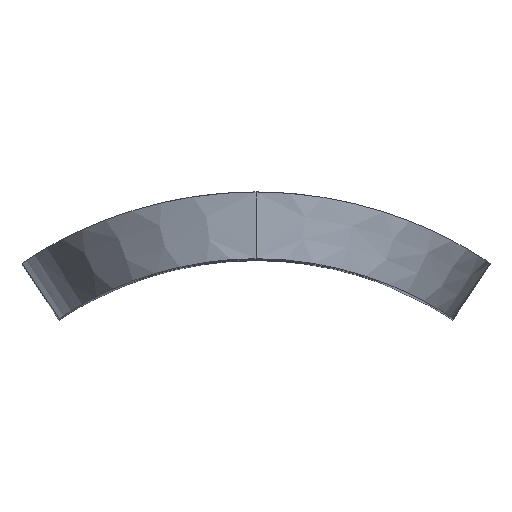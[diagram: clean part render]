
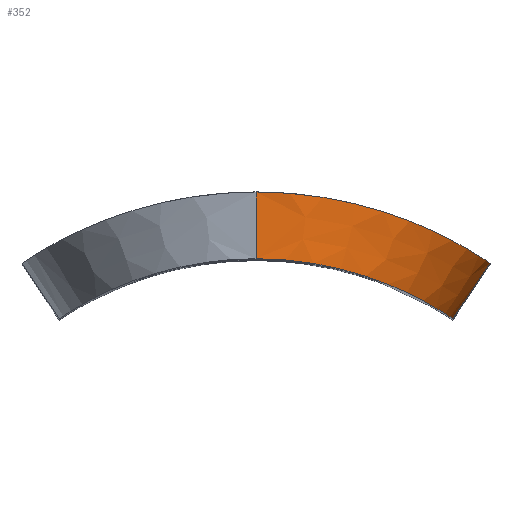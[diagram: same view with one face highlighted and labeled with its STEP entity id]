
A CAD part, top view. The second image highlights one B-rep face of the part: STEP entity #352.
In plain terms, the highlighted free-form (B-spline) face has degree [3, 3] with [4, 7] control points.
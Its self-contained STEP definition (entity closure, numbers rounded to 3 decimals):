
#34=B_SPLINE_SURFACE_WITH_KNOTS('',3,3,((#938,#939,#940,#941,#942,#943,
#944),(#945,#946,#947,#948,#949,#950,#951),(#952,#953,#954,#955,#956,#957,
#958),(#959,#960,#961,#962,#963,#964,#965)),.UNSPECIFIED.,.F.,.F.,.F.,(4,
4),(4,1,1,1,4),(0.,0.319),(1.488,1.7,
2.125,2.55,2.975),.UNSPECIFIED.);
#50=FACE_OUTER_BOUND('',#75,.T.);
#75=EDGE_LOOP('',(#314,#315,#316,#317));
#100=LINE('',#966,#117);
#101=LINE('',#967,#118);
#117=VECTOR('',#453,10.);
#118=VECTOR('',#454,10.);
#136=B_SPLINE_CURVE_WITH_KNOTS('',3,(#761,#762,#763,#764,#765,#766,#767),
 .UNSPECIFIED.,.F.,.F.,(4,1,1,1,4),(1.488,1.7,2.125,
2.55,2.975),.UNSPECIFIED.);
#147=B_SPLINE_CURVE_WITH_KNOTS('',3,(#922,#923,#924,#925,#926,#927,#928),
 .UNSPECIFIED.,.F.,.F.,(4,1,1,1,4),(1.488,1.7,2.125,
2.55,2.975),.UNSPECIFIED.);
#164=VERTEX_POINT('',#733);
#168=VERTEX_POINT('',#759);
#182=VERTEX_POINT('',#913);
#183=VERTEX_POINT('',#921);
#209=EDGE_CURVE('',#164,#168,#136,.T.);
#227=EDGE_CURVE('',#182,#183,#147,.T.);
#230=EDGE_CURVE('',#164,#182,#100,.T.);
#231=EDGE_CURVE('',#168,#183,#101,.T.);
#314=ORIENTED_EDGE('',*,*,#230,.F.);
#315=ORIENTED_EDGE('',*,*,#209,.T.);
#316=ORIENTED_EDGE('',*,*,#231,.T.);
#317=ORIENTED_EDGE('',*,*,#227,.F.);
#352=ADVANCED_FACE('',(#50),#34,.F.);
#453=DIRECTION('',(0.,1.,0.));
#454=DIRECTION('',(0.556,0.831,0.));
#733=CARTESIAN_POINT('',(0.,0.,0.));
#759=CARTESIAN_POINT('',(11.788,-3.58,-11.5));
#761=CARTESIAN_POINT('Ctrl Pts',(0.,0.,0.));
#762=CARTESIAN_POINT('Ctrl Pts',(0.889,0.,
0.));
#763=CARTESIAN_POINT('Ctrl Pts',(3.557,-0.165,-0.282));
#764=CARTESIAN_POINT('Ctrl Pts',(7.584,-1.239,-2.155));
#765=CARTESIAN_POINT('Ctrl Pts',(10.794,-2.895,-6.252));
#766=CARTESIAN_POINT('Ctrl Pts',(11.665,-3.497,-9.729));
#767=CARTESIAN_POINT('Ctrl Pts',(11.788,-3.58,-11.5));
#913=CARTESIAN_POINT('',(0.,4.,0.));
#921=CARTESIAN_POINT('',(14.012,-0.255,-11.5));
#922=CARTESIAN_POINT('Ctrl Pts',(0.,4.,0.));
#923=CARTESIAN_POINT('Ctrl Pts',(1.056,4.,0.));
#924=CARTESIAN_POINT('Ctrl Pts',(4.228,3.804,-0.282));
#925=CARTESIAN_POINT('Ctrl Pts',(9.015,2.527,-2.155));
#926=CARTESIAN_POINT('Ctrl Pts',(12.831,0.559,-6.252));
#927=CARTESIAN_POINT('Ctrl Pts',(13.866,-0.157,-9.729));
#928=CARTESIAN_POINT('Ctrl Pts',(14.012,-0.255,-11.5));
#938=CARTESIAN_POINT('Ctrl Pts',(0.,0.,0.));
#939=CARTESIAN_POINT('Ctrl Pts',(0.889,0.,
0.));
#940=CARTESIAN_POINT('Ctrl Pts',(3.557,-0.165,-0.282));
#941=CARTESIAN_POINT('Ctrl Pts',(7.584,-1.239,-2.155));
#942=CARTESIAN_POINT('Ctrl Pts',(10.794,-2.895,-6.252));
#943=CARTESIAN_POINT('Ctrl Pts',(11.665,-3.497,-9.729));
#944=CARTESIAN_POINT('Ctrl Pts',(11.788,-3.58,-11.5));
#945=CARTESIAN_POINT('Ctrl Pts',(0.,1.333,
0.));
#946=CARTESIAN_POINT('Ctrl Pts',(0.944,1.333,0.));
#947=CARTESIAN_POINT('Ctrl Pts',(3.781,1.158,-0.282));
#948=CARTESIAN_POINT('Ctrl Pts',(8.061,0.016,-2.155));
#949=CARTESIAN_POINT('Ctrl Pts',(11.473,-1.744,-6.252));
#950=CARTESIAN_POINT('Ctrl Pts',(12.399,-2.384,-9.729));
#951=CARTESIAN_POINT('Ctrl Pts',(12.53,-2.471,-11.5));
#952=CARTESIAN_POINT('Ctrl Pts',(0.,2.667,0.));
#953=CARTESIAN_POINT('Ctrl Pts',(1.,2.667,0.));
#954=CARTESIAN_POINT('Ctrl Pts',(4.005,2.481,-0.282));
#955=CARTESIAN_POINT('Ctrl Pts',(8.538,1.272,-2.155));
#956=CARTESIAN_POINT('Ctrl Pts',(12.152,-0.593,-6.252));
#957=CARTESIAN_POINT('Ctrl Pts',(13.133,-1.271,-9.729));
#958=CARTESIAN_POINT('Ctrl Pts',(13.271,-1.363,-11.5));
#959=CARTESIAN_POINT('Ctrl Pts',(0.,4.,0.));
#960=CARTESIAN_POINT('Ctrl Pts',(1.056,4.,0.));
#961=CARTESIAN_POINT('Ctrl Pts',(4.228,3.804,-0.282));
#962=CARTESIAN_POINT('Ctrl Pts',(9.015,2.527,-2.155));
#963=CARTESIAN_POINT('Ctrl Pts',(12.831,0.559,-6.252));
#964=CARTESIAN_POINT('Ctrl Pts',(13.866,-0.157,-9.729));
#965=CARTESIAN_POINT('Ctrl Pts',(14.012,-0.255,-11.5));
#966=CARTESIAN_POINT('',(0.,0.,0.));
#967=CARTESIAN_POINT('',(11.788,-3.58,-11.5));
